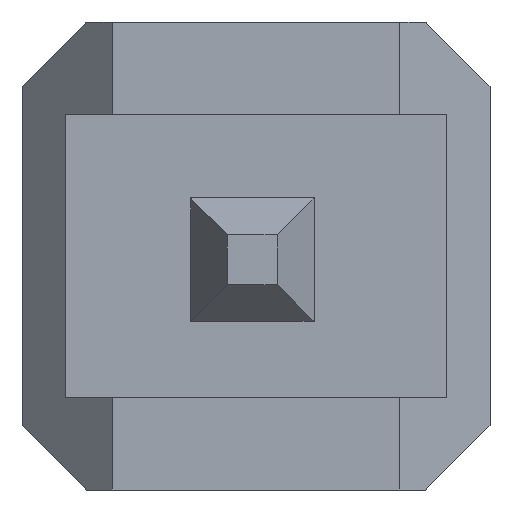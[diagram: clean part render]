
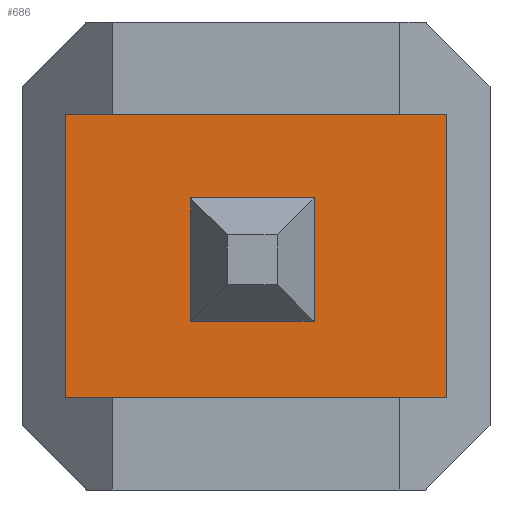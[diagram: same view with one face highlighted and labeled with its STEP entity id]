
A CAD part, front view. The second image highlights one B-rep face of the part: STEP entity #686.
In plain terms, the highlighted planar face has unit normal (0, -1, 0).
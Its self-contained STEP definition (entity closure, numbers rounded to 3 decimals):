
#28=FACE_BOUND('',#98,.T.);
#58=FACE_OUTER_BOUND('',#97,.T.);
#97=EDGE_LOOP('',(#545,#546,#547,#548));
#98=EDGE_LOOP('',(#549,#550,#551,#552));
#147=LINE('',#1090,#233);
#163=LINE('',#1127,#249);
#165=LINE('',#1131,#251);
#168=LINE('',#1136,#254);
#169=LINE('',#1139,#255);
#170=LINE('',#1141,#256);
#171=LINE('',#1142,#257);
#172=LINE('',#1143,#258);
#233=VECTOR('',#892,1000.);
#249=VECTOR('',#926,1000.);
#251=VECTOR('',#930,1000.);
#254=VECTOR('',#935,1000.);
#255=VECTOR('',#938,1000.);
#256=VECTOR('',#939,1000.);
#257=VECTOR('',#940,1000.);
#258=VECTOR('',#941,1000.);
#313=VERTEX_POINT('',#1082);
#316=VERTEX_POINT('',#1088);
#327=VERTEX_POINT('',#1124);
#328=VERTEX_POINT('',#1126);
#329=VERTEX_POINT('',#1130);
#330=VERTEX_POINT('',#1134);
#331=VERTEX_POINT('',#1138);
#332=VERTEX_POINT('',#1140);
#385=EDGE_CURVE('',#316,#313,#147,.T.);
#403=EDGE_CURVE('',#328,#327,#163,.T.);
#405=EDGE_CURVE('',#329,#328,#165,.T.);
#408=EDGE_CURVE('',#327,#330,#168,.T.);
#409=EDGE_CURVE('',#313,#331,#169,.T.);
#410=EDGE_CURVE('',#332,#316,#170,.T.);
#411=EDGE_CURVE('',#331,#332,#171,.T.);
#412=EDGE_CURVE('',#329,#330,#172,.T.);
#545=ORIENTED_EDGE('',*,*,#409,.F.);
#546=ORIENTED_EDGE('',*,*,#385,.F.);
#547=ORIENTED_EDGE('',*,*,#410,.F.);
#548=ORIENTED_EDGE('',*,*,#411,.F.);
#549=ORIENTED_EDGE('',*,*,#405,.T.);
#550=ORIENTED_EDGE('',*,*,#403,.T.);
#551=ORIENTED_EDGE('',*,*,#408,.T.);
#552=ORIENTED_EDGE('',*,*,#412,.F.);
#648=PLANE('',#804);
#686=ADVANCED_FACE('',(#58,#28),#648,.F.);
#804=AXIS2_PLACEMENT_3D('',#1137,#936,#937);
#892=DIRECTION('',(0.,0.,1.));
#926=DIRECTION('',(-1.,0.,0.));
#930=DIRECTION('',(0.,0.,-1.));
#935=DIRECTION('',(0.,0.,1.));
#936=DIRECTION('center_axis',(0.,1.,0.));
#937=DIRECTION('ref_axis',(0.,0.,1.));
#938=DIRECTION('',(1.,0.,0.));
#939=DIRECTION('',(-1.,0.,0.));
#940=DIRECTION('',(0.,0.,-1.));
#941=DIRECTION('',(-1.,0.,0.));
#1082=CARTESIAN_POINT('',(-3.574,-1.146,0.77));
#1088=CARTESIAN_POINT('',(-3.574,-1.146,-0.77));
#1090=CARTESIAN_POINT('',(-3.574,-1.146,0.));
#1124=CARTESIAN_POINT('',(-2.855,-1.146,-0.315));
#1126=CARTESIAN_POINT('',(-2.225,-1.146,-0.315));
#1127=CARTESIAN_POINT('',(-2.855,-1.146,-0.315));
#1130=CARTESIAN_POINT('',(-2.225,-1.146,0.315));
#1131=CARTESIAN_POINT('',(-2.225,-1.146,-0.315));
#1134=CARTESIAN_POINT('',(-2.855,-1.146,0.315));
#1136=CARTESIAN_POINT('',(-2.855,-1.146,-0.315));
#1137=CARTESIAN_POINT('Origin',(0.,-1.146,0.));
#1138=CARTESIAN_POINT('',(-1.506,-1.146,0.77));
#1139=CARTESIAN_POINT('',(0.,-1.146,0.77));
#1140=CARTESIAN_POINT('',(-1.506,-1.146,-0.77));
#1141=CARTESIAN_POINT('',(0.,-1.146,-0.77));
#1142=CARTESIAN_POINT('',(-1.506,-1.146,0.));
#1143=CARTESIAN_POINT('',(0.,-1.146,0.315));
